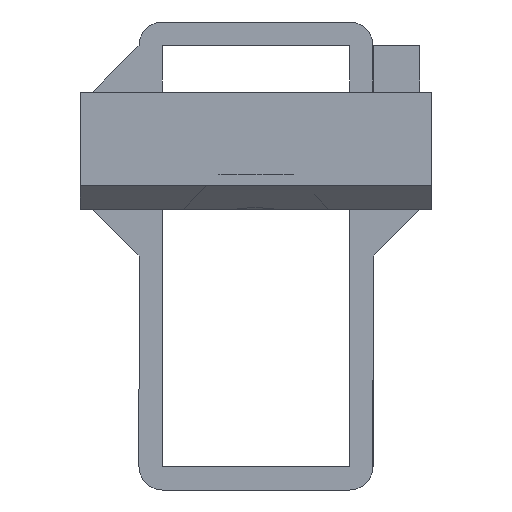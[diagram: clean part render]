
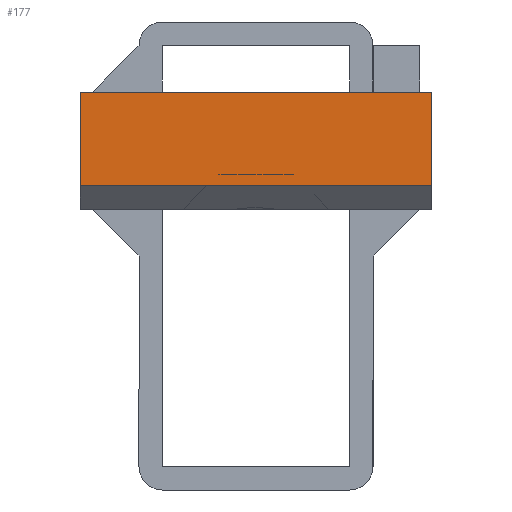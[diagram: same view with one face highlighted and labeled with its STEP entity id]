
A CAD part, left-side view. The second image highlights one B-rep face of the part: STEP entity #177.
In plain terms, the highlighted planar face has unit normal (-1, 0, 0).
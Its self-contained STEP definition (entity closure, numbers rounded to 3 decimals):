
#177=ADVANCED_FACE('',(#447),#448,.T.);
#447=FACE_OUTER_BOUND('',#841,.T.);
#448=PLANE('',#842);
#841=EDGE_LOOP('',(#1281,#1282,#1283,#1284));
#842=AXIS2_PLACEMENT_3D('',#1285,#1286,#1287);
#1281=ORIENTED_EDGE('',*,*,#2116,.F.);
#1282=ORIENTED_EDGE('',*,*,#2117,.T.);
#1283=ORIENTED_EDGE('',*,*,#2118,.T.);
#1284=ORIENTED_EDGE('',*,*,#2119,.T.);
#1285=CARTESIAN_POINT('',(-30.5,-15.0,0.));
#1286=DIRECTION('',(-1.0,0.0,0.));
#1287=DIRECTION('',(0.0,1.0,0.0));
#2116=EDGE_CURVE('',#2525,#2526,#2527,.T.);
#2117=EDGE_CURVE('',#2525,#2528,#2529,.T.);
#2118=EDGE_CURVE('',#2528,#2530,#2531,.T.);
#2119=EDGE_CURVE('',#2530,#2526,#2532,.T.);
#2525=VERTEX_POINT('',#3056);
#2526=VERTEX_POINT('',#3057);
#2527=LINE('',#3058,#3059);
#2528=VERTEX_POINT('',#3060);
#2529=LINE('',#3061,#3062);
#2530=VERTEX_POINT('',#3063);
#2531=LINE('',#3064,#3065);
#2532=LINE('',#3066,#3067);
#3056=CARTESIAN_POINT('',(-30.5,15.0,2.));
#3057=CARTESIAN_POINT('',(-30.5,15.0,10.));
#3058=CARTESIAN_POINT('',(-30.5,15.0,0.));
#3059=VECTOR('',#3804,1000.0);
#3060=CARTESIAN_POINT('',(-30.5,-15.0,2.));
#3061=CARTESIAN_POINT('',(-30.5,-15.0,2.));
#3062=VECTOR('',#3805,1000.0);
#3063=CARTESIAN_POINT('',(-30.5,-15.0,10.));
#3064=CARTESIAN_POINT('',(-30.5,-15.0,0.));
#3065=VECTOR('',#3806,1000.0);
#3066=CARTESIAN_POINT('',(-30.5,-15.0,10.));
#3067=VECTOR('',#3807,1000.0);
#3804=DIRECTION('',(0.,0.0,1.0));
#3805=DIRECTION('',(0.0,-1.0,0.0));
#3806=DIRECTION('',(0.,0.0,1.0));
#3807=DIRECTION('',(0.0,1.0,0.0));
